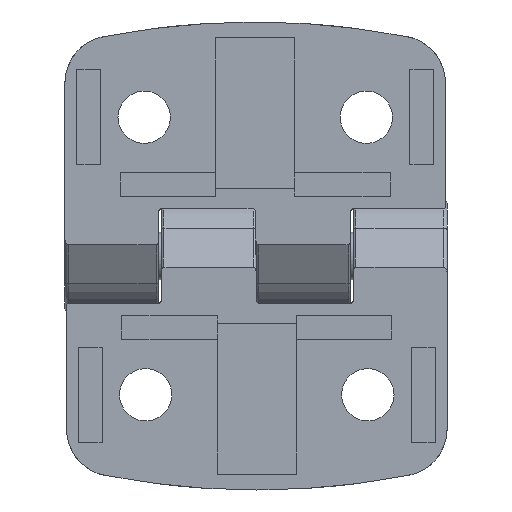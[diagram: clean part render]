
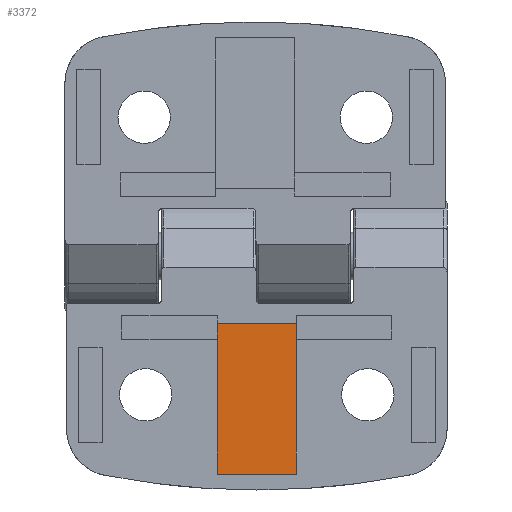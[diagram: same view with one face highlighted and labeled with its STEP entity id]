
A CAD part, front view. The second image highlights one B-rep face of the part: STEP entity #3372.
In plain terms, the highlighted planar face has unit normal (0, -1, 0).
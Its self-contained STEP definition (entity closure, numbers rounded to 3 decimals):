
#29 = VECTOR ( 'NONE', #1761, 1000. ) ;
#57 = PLANE ( 'NONE',  #4210 ) ;
#232 = ORIENTED_EDGE ( 'NONE', *, *, #3617, .T. ) ;
#262 = LINE ( 'NONE', #1767, #2247 ) ;
#312 = ORIENTED_EDGE ( 'NONE', *, *, #5033, .T. ) ;
#362 = VERTEX_POINT ( 'NONE', #3679 ) ;
#388 = EDGE_CURVE ( 'NONE', #5091, #2353, #3187, .T. ) ;
#579 = VECTOR ( 'NONE', #3806, 1000. ) ;
#657 = ORIENTED_EDGE ( 'NONE', *, *, #2382, .T. ) ;
#858 = DIRECTION ( 'NONE',  ( 0., 1., 0. ) ) ;
#933 = CARTESIAN_POINT ( 'NONE',  ( 5., 1.5, -10.5 ) ) ;
#1016 = LINE ( 'NONE', #4628, #5060 ) ;
#1085 = LINE ( 'NONE', #4100, #29 ) ;
#1182 = VERTEX_POINT ( 'NONE', #4329 ) ;
#1289 = CARTESIAN_POINT ( 'NONE',  ( -5., 1.5, -8.5 ) ) ;
#1316 = DIRECTION ( 'NONE',  ( -1., 0., 0. ) ) ;
#1324 = CARTESIAN_POINT ( 'NONE',  ( 5., 1.5, -8.5 ) ) ;
#1393 = VECTOR ( 'NONE', #1316, 1000. ) ;
#1718 = DIRECTION ( 'NONE',  ( 0., 0., 1. ) ) ;
#1761 = DIRECTION ( 'NONE',  ( 0., 0., -1. ) ) ;
#1767 = CARTESIAN_POINT ( 'NONE',  ( 5., 1.5, -8.5 ) ) ;
#1795 = VERTEX_POINT ( 'NONE', #1289 ) ;
#2015 = ORIENTED_EDGE ( 'NONE', *, *, #4573, .T. ) ;
#2247 = VECTOR ( 'NONE', #2933, 1000. ) ;
#2353 = VERTEX_POINT ( 'NONE', #933 ) ;
#2382 = EDGE_CURVE ( 'NONE', #362, #1795, #2442, .T. ) ;
#2392 = VECTOR ( 'NONE', #1718, 1000. ) ;
#2413 = ORIENTED_EDGE ( 'NONE', *, *, #388, .T. ) ;
#2442 = LINE ( 'NONE', #4066, #1393 ) ;
#2564 = CARTESIAN_POINT ( 'NONE',  ( -5., 1.5, -10.5 ) ) ;
#2713 = EDGE_LOOP ( 'NONE', ( #2413, #2015, #657, #312, #232, #3983 ) ) ;
#2733 = CARTESIAN_POINT ( 'NONE',  ( 5., 1.5, -27.5 ) ) ;
#2818 = CARTESIAN_POINT ( 'NONE',  ( 5., 1.5, -8.5 ) ) ;
#2933 = DIRECTION ( 'NONE',  ( 0., 0., 1. ) ) ;
#3011 = EDGE_CURVE ( 'NONE', #1182, #5091, #3727, .T. ) ;
#3187 = LINE ( 'NONE', #1324, #2392 ) ;
#3372 = ADVANCED_FACE ( 'NONE', ( #4578 ), #57, .F. ) ;
#3384 = CARTESIAN_POINT ( 'NONE',  ( 5., 1.5, -27.5 ) ) ;
#3601 = DIRECTION ( 'NONE',  ( 0., 0., 1. ) ) ;
#3617 = EDGE_CURVE ( 'NONE', #3639, #1182, #1085, .T. ) ;
#3639 = VERTEX_POINT ( 'NONE', #2564 ) ;
#3679 = CARTESIAN_POINT ( 'NONE',  ( 5., 1.5, -8.5 ) ) ;
#3727 = LINE ( 'NONE', #3384, #579 ) ;
#3806 = DIRECTION ( 'NONE',  ( 1., 0., 0. ) ) ;
#3860 = DIRECTION ( 'NONE',  ( 0., 0., -1. ) ) ;
#3983 = ORIENTED_EDGE ( 'NONE', *, *, #3011, .T. ) ;
#4066 = CARTESIAN_POINT ( 'NONE',  ( 5., 1.5, -8.5 ) ) ;
#4100 = CARTESIAN_POINT ( 'NONE',  ( -5., 1.5, -8.5 ) ) ;
#4210 = AXIS2_PLACEMENT_3D ( 'NONE', #2818, #858, #3601 ) ;
#4329 = CARTESIAN_POINT ( 'NONE',  ( -5., 1.5, -27.5 ) ) ;
#4573 = EDGE_CURVE ( 'NONE', #2353, #362, #262, .T. ) ;
#4578 = FACE_OUTER_BOUND ( 'NONE', #2713, .T. ) ;
#4628 = CARTESIAN_POINT ( 'NONE',  ( -5., 1.5, -8.5 ) ) ;
#5033 = EDGE_CURVE ( 'NONE', #1795, #3639, #1016, .T. ) ;
#5060 = VECTOR ( 'NONE', #3860, 1000. ) ;
#5091 = VERTEX_POINT ( 'NONE', #2733 ) ;
